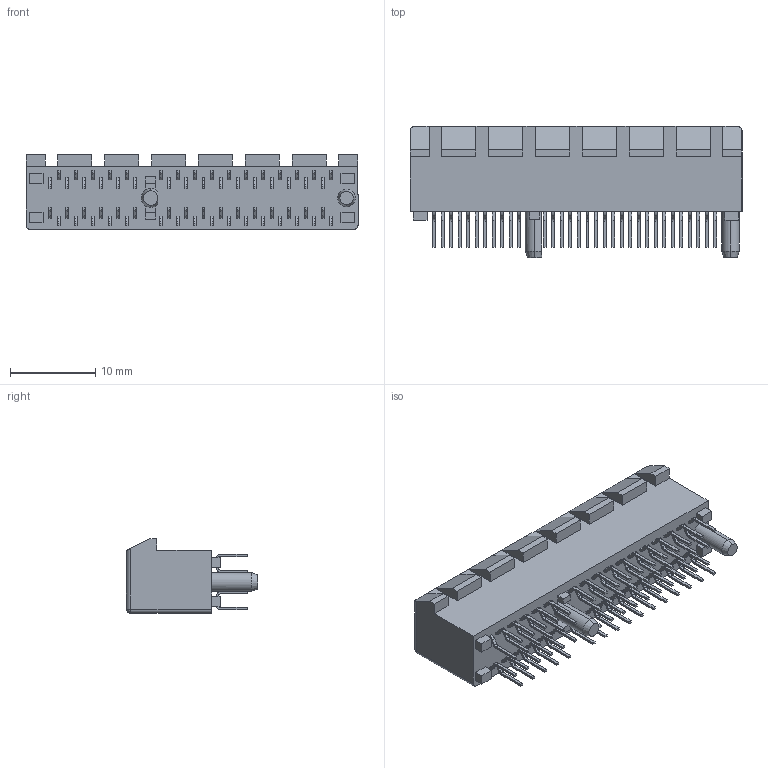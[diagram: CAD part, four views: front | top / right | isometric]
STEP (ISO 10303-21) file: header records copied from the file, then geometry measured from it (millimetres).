
FILE_DESCRIPTION (( 'STEP AP214' ), '1' );
FILE_NAME ('User Library-64p-c.STEP', '2018-01-19T10:06:01', ( '' ), ( '' ), 'SwSTEP 2.0', 'SolidWorks 2018', '' );
FILE_SCHEMA (( 'AUTOMOTIVE_DESIGN' ));
Length unit declared in the file: millimetre
Products named in the file (1): User Library-64p-c
Bounding box: 39 x 15.4 x 8.8 mm (x, y, z)
Volume: 2583.8 mm3; surface area: 2797.3 mm2
Topology: 1 solids, 1 shells, 1130 faces, 3132 edges, 2076 vertices
Faces by surface type: plane 677, cylinder 446, cone 5, bspline 2
Entity records: 36489 total; most frequent: CARTESIAN_POINT 6389, DIRECTION 6285, ORIENTED_EDGE 6264, EDGE_CURVE 3132, VECTOR 2229, LINE 2229, VERTEX_POINT 2076, AXIS2_PLACEMENT_3D 2028
